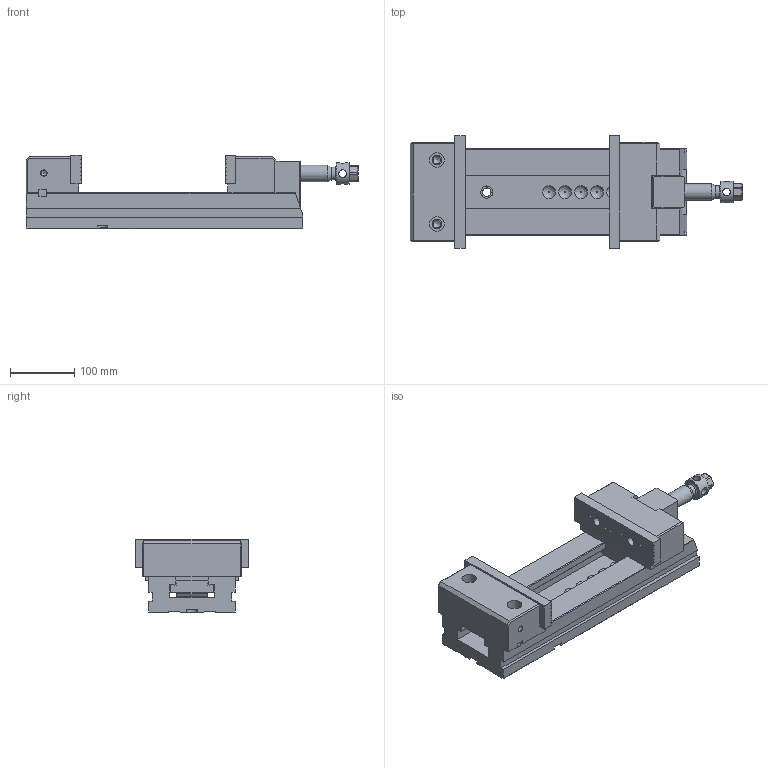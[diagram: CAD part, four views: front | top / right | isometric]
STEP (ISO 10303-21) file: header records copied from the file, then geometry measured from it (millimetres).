
FILE_DESCRIPTION(/* description */ (''),/* implementation_level */ '2;1');
FILE_NAME(/* name */ '29_175G_Mordaza.stp',/* time_stamp */ '2013-07-12T08:17:04+02:00',/* author */ (''),/* organization */ (''),/* preprocessor_version */ 'ST-DEVELOPER v11',/* originating_system */ 'SIEMENS PLM Software NX 7.5',/* authorisation */ '');
FILE_SCHEMA (('AUTOMOTIVE_DESIGN { 1 0 10303 214 1 1 1 1 }'));
Length unit declared in the file: millimetre
Products named in the file (1): 29_175G_Mordaza
Bounding box: 518.1 x 175 x 114.5 mm (x, y, z)
Volume: 3924946.9 mm3; surface area: 481566.3 mm2
Topology: 12 solids, 12 shells, 462 faces, 1241 edges, 816 vertices
Faces by surface type: plane 306, cylinder 85, cone 51, bspline 9, torus 9, sphere 2
Full cylindrical faces by diameter (mm): 4.351 x1, 5.188 x5, 6.985 x4, 8.4 x4, 8.782 x2, 10.579 x4, 12 x4, 12.376 x2, 13 x6, 14 x4, 15 x2, 16 x2, 16.5 x1, 19 x6, 20 x3, 21.25 x1, 23 x2, 26 x1, 30 x2, 33.8 x1, 34 x3
Entity records: 17165 total; most frequent: CARTESIAN_POINT 2962, DIRECTION 2193, ORIENTED_EDGE 2090, EDGE_CURVE 1045, VERTEX_POINT 765, AXIS2_PLACEMENT_3D 737, LINE 719, VECTOR 719
